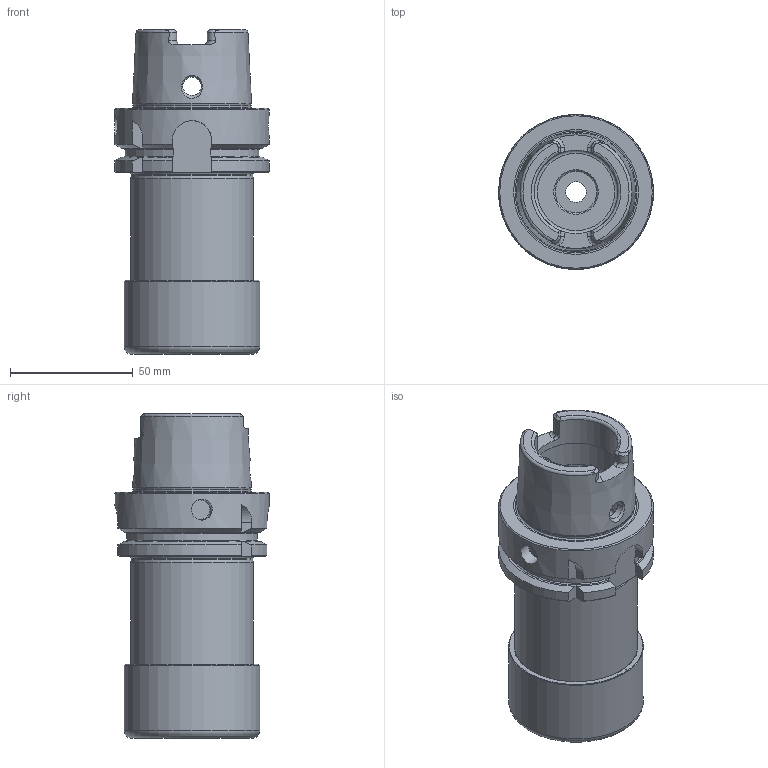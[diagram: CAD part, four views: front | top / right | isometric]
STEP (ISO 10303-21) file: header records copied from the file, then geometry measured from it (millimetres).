
FILE_DESCRIPTION(/* description */ (''),/* implementation_level */ '2;1');
FILE_NAME(/* name */ '556373250.stp',/* time_stamp */ '2021-01-08T12:25:35',/* author */ ('LRA'),/* organization */ ('REGO-FIX'),/* preprocessor_version */ ' Unknown',/* originating_system */ 'SIEMENS PLM Software Solid Edge ST10',/* authorization */ 'Unknown');
FILE_SCHEMA (('AUTOMOTIVE_DESIGN { 1 0 10303 214 2 1 1}'));
Length unit declared in the file: millimetre
Products named in the file (1): 0007502
Bounding box: 63 x 63 x 132 mm (x, y, z)
Volume: 166584.4 mm3; surface area: 51412.6 mm2
Topology: 2 solids, 2 shells, 157 faces, 397 edges, 251 vertices
Faces by surface type: plane 53, cylinder 43, cone 35, torus 26
Full cylindrical faces by diameter (mm): 7.5 x2, 8.4 x1, 8.5 x1, 10 x1, 16.917 x1, 20 x1, 33 x1, 34 x2, 38.25 x1, 40 x1, 42 x1, 48.129 x1, 48.376 x1, 49.3 x1, 50 x2, 50.05 x1, 51 x1, 55 x1, 63 x1
Entity records: 5675 total; most frequent: CARTESIAN_POINT 1174, DIRECTION 690, ORIENTED_EDGE 638, EDGE_CURVE 319, AXIS2_PLACEMENT_3D 296, VERTEX_POINT 232, EDGE_LOOP 231, FACE_BOUND 231
